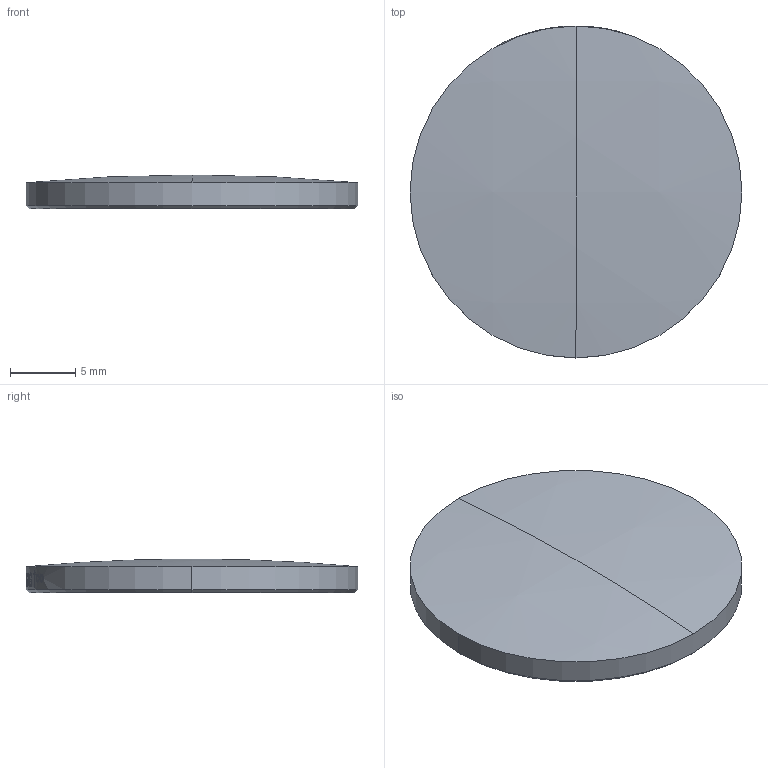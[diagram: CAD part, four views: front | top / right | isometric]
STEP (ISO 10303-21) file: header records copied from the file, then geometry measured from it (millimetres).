
FILE_DESCRIPTION (( 'STEP AP203' ), '1' );
FILE_NAME ('TTN217853-E0W.STEP', '2020-09-23T00:21:09', ( '' ), ( '' ), 'SwSTEP 2.0', 'SolidWorks 2018', '' );
FILE_SCHEMA (( 'CONFIG_CONTROL_DESIGN' ));
Length unit declared in the file: inch
Products named in the file (1): TTN217853-E0W
Bounding box: 25.4 x 25.4 x 2.6 mm (x, y, z)
Volume: 1166.9 mm3; surface area: 1163.5 mm2
Topology: 1 solids, 1 shells, 25 faces, 187 edges, 182 vertices
Faces by surface type: cylinder 20, cone 2, sphere 2, plane 1
Entity records: 2859 total; most frequent: CARTESIAN_POINT 1594, ORIENTED_EDGE 374, EDGE_CURVE 187, VERTEX_POINT 182, B_SPLINE_CURVE_WITH_KNOTS 173, DIRECTION 76, EDGE_LOOP 43, AXIS2_PLACEMENT_3D 36
